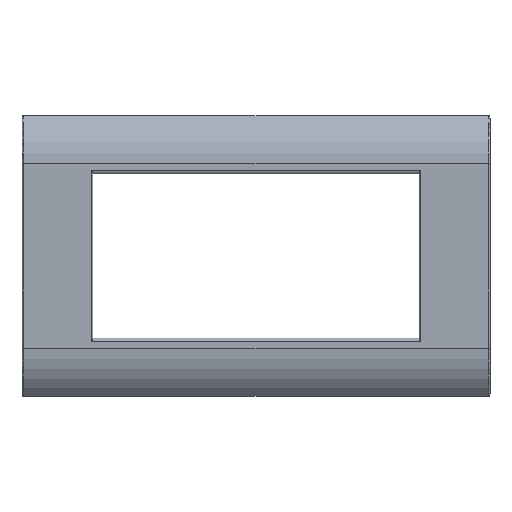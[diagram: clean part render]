
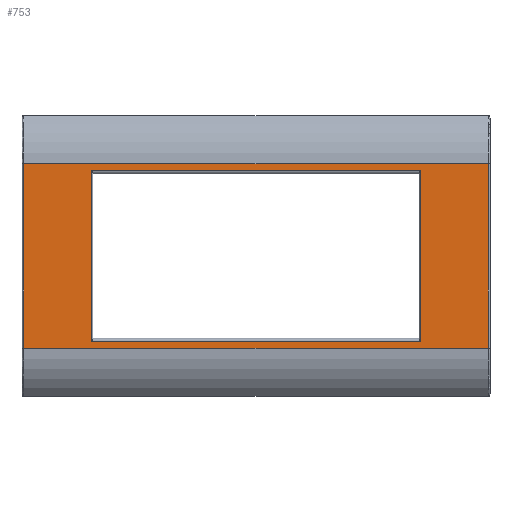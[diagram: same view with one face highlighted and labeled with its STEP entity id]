
A CAD part, top view. The second image highlights one B-rep face of the part: STEP entity #753.
In plain terms, the highlighted planar face has unit normal (0, 0, 1).
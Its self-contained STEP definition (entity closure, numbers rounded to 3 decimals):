
#692=AXIS2_PLACEMENT_3D('Plane Axis2P3D',#689,#690,#691) ;
#599=CARTESIAN_POINT('Vertex',(-64.5,25.584,6.)) ;
#602=CARTESIAN_POINT('Line Origine',(0.,25.584,6.)) ;
#606=CARTESIAN_POINT('Vertex',(64.5,25.584,6.)) ;
#689=CARTESIAN_POINT('Axis2P3D Location',(0.,0.,6.)) ;
#694=CARTESIAN_POINT('Line Origine',(-64.5,0.,6.)) ;
#698=CARTESIAN_POINT('Vertex',(-64.5,-25.584,6.)) ;
#701=CARTESIAN_POINT('Line Origine',(0.,-25.584,6.)) ;
#705=CARTESIAN_POINT('Vertex',(64.5,-25.584,6.)) ;
#708=CARTESIAN_POINT('Line Origine',(64.5,0.,6.)) ;
#719=CARTESIAN_POINT('Line Origine',(45.8,0.,6.)) ;
#723=CARTESIAN_POINT('Vertex',(45.8,23.8,6.)) ;
#725=CARTESIAN_POINT('Vertex',(45.8,-23.8,6.)) ;
#728=CARTESIAN_POINT('Line Origine',(0.,-23.8,6.)) ;
#732=CARTESIAN_POINT('Vertex',(-45.8,-23.8,6.)) ;
#735=CARTESIAN_POINT('Line Origine',(-45.8,0.,6.)) ;
#739=CARTESIAN_POINT('Vertex',(-45.8,23.8,6.)) ;
#742=CARTESIAN_POINT('Line Origine',(0.,23.8,6.)) ;
#603=DIRECTION('Vector Direction',(1.,0.,0.)) ;
#690=DIRECTION('Axis2P3D Direction',(0.,0.,1.)) ;
#691=DIRECTION('Axis2P3D XDirection',(1.,0.,0.)) ;
#695=DIRECTION('Vector Direction',(0.,1.,0.)) ;
#702=DIRECTION('Vector Direction',(-1.,0.,0.)) ;
#709=DIRECTION('Vector Direction',(0.,-1.,0.)) ;
#720=DIRECTION('Vector Direction',(0.,-1.,0.)) ;
#729=DIRECTION('Vector Direction',(-1.,0.,0.)) ;
#736=DIRECTION('Vector Direction',(0.,1.,0.)) ;
#743=DIRECTION('Vector Direction',(1.,0.,0.)) ;
#604=VECTOR('Line Direction',#603,1.) ;
#696=VECTOR('Line Direction',#695,1.) ;
#703=VECTOR('Line Direction',#702,1.) ;
#710=VECTOR('Line Direction',#709,1.) ;
#721=VECTOR('Line Direction',#720,1.) ;
#730=VECTOR('Line Direction',#729,1.) ;
#737=VECTOR('Line Direction',#736,1.) ;
#744=VECTOR('Line Direction',#743,1.) ;
#714=ORIENTED_EDGE('',*,*,#608,.T.) ;
#715=ORIENTED_EDGE('',*,*,#700,.T.) ;
#716=ORIENTED_EDGE('',*,*,#707,.T.) ;
#717=ORIENTED_EDGE('',*,*,#712,.T.) ;
#748=ORIENTED_EDGE('',*,*,#727,.T.) ;
#749=ORIENTED_EDGE('',*,*,#734,.F.) ;
#750=ORIENTED_EDGE('',*,*,#741,.T.) ;
#751=ORIENTED_EDGE('',*,*,#746,.F.) ;
#752=FACE_BOUND('',#747,.T.) ;
#753=ADVANCED_FACE('Modele simplifie',(#718,#752),#693,.T.) ;
#608=EDGE_CURVE('',#607,#600,#605,.F.) ;
#700=EDGE_CURVE('',#600,#699,#697,.F.) ;
#707=EDGE_CURVE('',#699,#706,#704,.F.) ;
#712=EDGE_CURVE('',#706,#607,#711,.F.) ;
#727=EDGE_CURVE('',#724,#726,#722,.T.) ;
#734=EDGE_CURVE('',#733,#726,#731,.F.) ;
#741=EDGE_CURVE('',#733,#740,#738,.T.) ;
#746=EDGE_CURVE('',#724,#740,#745,.F.) ;
#713=EDGE_LOOP('',(#714,#715,#716,#717)) ;
#747=EDGE_LOOP('',(#748,#749,#750,#751)) ;
#718=FACE_OUTER_BOUND('',#713,.T.) ;
#605=LINE('Line',#602,#604) ;
#697=LINE('Line',#694,#696) ;
#704=LINE('Line',#701,#703) ;
#711=LINE('Line',#708,#710) ;
#722=LINE('Line',#719,#721) ;
#731=LINE('Line',#728,#730) ;
#738=LINE('Line',#735,#737) ;
#745=LINE('Line',#742,#744) ;
#693=PLANE('',#692) ;
#600=VERTEX_POINT('',#599) ;
#607=VERTEX_POINT('',#606) ;
#699=VERTEX_POINT('',#698) ;
#706=VERTEX_POINT('',#705) ;
#724=VERTEX_POINT('',#723) ;
#726=VERTEX_POINT('',#725) ;
#733=VERTEX_POINT('',#732) ;
#740=VERTEX_POINT('',#739) ;
